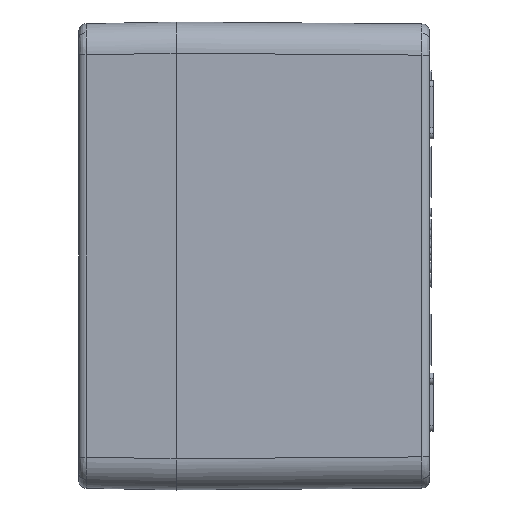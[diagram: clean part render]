
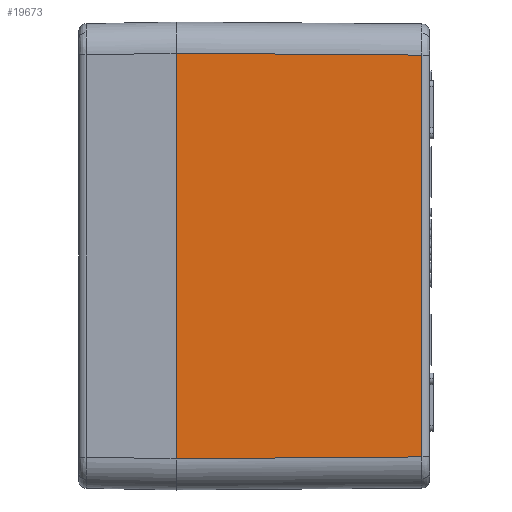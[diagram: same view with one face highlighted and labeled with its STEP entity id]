
A CAD part, left-side view. The second image highlights one B-rep face of the part: STEP entity #19673.
In plain terms, the highlighted planar face has unit normal (-1, -0.008, 0).
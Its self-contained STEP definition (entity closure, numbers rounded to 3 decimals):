
#338 = ORIENTED_EDGE ( 'NONE', *, *, #49268, .T. ) ;
#726 = EDGE_CURVE ( 'NONE', #26480, #47678, #43230, .T. ) ;
#841 = PLANE ( 'NONE',  #3574 ) ;
#2292 = EDGE_LOOP ( 'NONE', ( #338, #26620, #8164, #37883 ) ) ;
#3574 = AXIS2_PLACEMENT_3D ( 'NONE', #9751, #9933, #41607 ) ;
#8164 = ORIENTED_EDGE ( 'NONE', *, *, #726, .T. ) ;
#8389 = DIRECTION ( 'NONE',  ( 0., 0., -1. ) ) ;
#9534 = LINE ( 'NONE', #35677, #32177 ) ;
#9751 = CARTESIAN_POINT ( 'NONE',  ( -61., 2., -60. ) ) ;
#9933 = DIRECTION ( 'NONE',  ( -1., -0.008, 0. ) ) ;
#11635 = CARTESIAN_POINT ( 'NONE',  ( -61., 2.06, -52.001 ) ) ;
#12321 = CARTESIAN_POINT ( 'NONE',  ( -60.985, 0., -60. ) ) ;
#13554 = CARTESIAN_POINT ( 'NONE',  ( -60.501, -63.015, -51.512 ) ) ;
#19263 = VERTEX_POINT ( 'NONE', #13554 ) ;
#19673 = ADVANCED_FACE ( 'NONE', ( #39746 ), #841, .T. ) ;
#20707 = DIRECTION ( 'NONE',  ( -0.008, 1., 0.008 ) ) ;
#26480 = VERTEX_POINT ( 'NONE', #46414 ) ;
#26620 = ORIENTED_EDGE ( 'NONE', *, *, #31082, .T. ) ;
#31082 = EDGE_CURVE ( 'NONE', #19263, #26480, #9534, .T. ) ;
#31212 = VECTOR ( 'NONE', #20707, 1000. ) ;
#32177 = VECTOR ( 'NONE', #44780, 1000. ) ;
#35677 = CARTESIAN_POINT ( 'NONE',  ( -60.501, -63.015, 51.497 ) ) ;
#37883 = ORIENTED_EDGE ( 'NONE', *, *, #49654, .T. ) ;
#39746 = FACE_OUTER_BOUND ( 'NONE', #2292, .T. ) ;
#40679 = LINE ( 'NONE', #12321, #51274 ) ;
#40756 = VERTEX_POINT ( 'NONE', #49063 ) ;
#41093 = CARTESIAN_POINT ( 'NONE',  ( -60.985, 0., 51.985 ) ) ;
#41607 = DIRECTION ( 'NONE',  ( 0.008, -1., 0. ) ) ;
#43230 = LINE ( 'NONE', #56356, #31212 ) ;
#43291 = DIRECTION ( 'NONE',  ( 0.008, -1., 0.008 ) ) ;
#44780 = DIRECTION ( 'NONE',  ( 0., 0., 1. ) ) ;
#46414 = CARTESIAN_POINT ( 'NONE',  ( -60.501, -63.015, 51.512 ) ) ;
#47678 = VERTEX_POINT ( 'NONE', #41093 ) ;
#49063 = CARTESIAN_POINT ( 'NONE',  ( -60.985, 0., -51.985 ) ) ;
#49268 = EDGE_CURVE ( 'NONE', #40756, #19263, #52029, .T. ) ;
#49654 = EDGE_CURVE ( 'NONE', #47678, #40756, #40679, .T. ) ;
#51274 = VECTOR ( 'NONE', #8389, 1000. ) ;
#52029 = LINE ( 'NONE', #11635, #54967 ) ;
#54967 = VECTOR ( 'NONE', #43291, 1000. ) ;
#56356 = CARTESIAN_POINT ( 'NONE',  ( -60.994, 1.16, 51.994 ) ) ;
